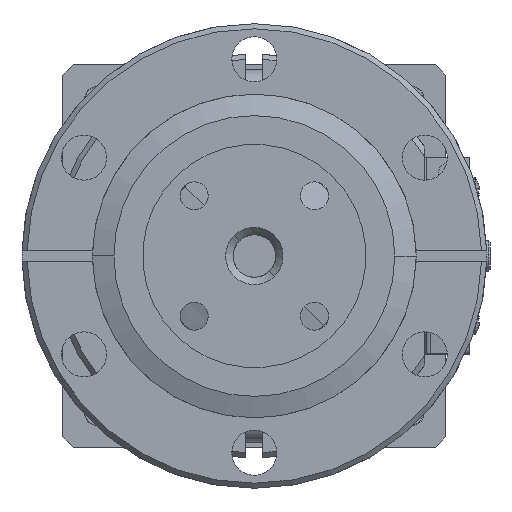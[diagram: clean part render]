
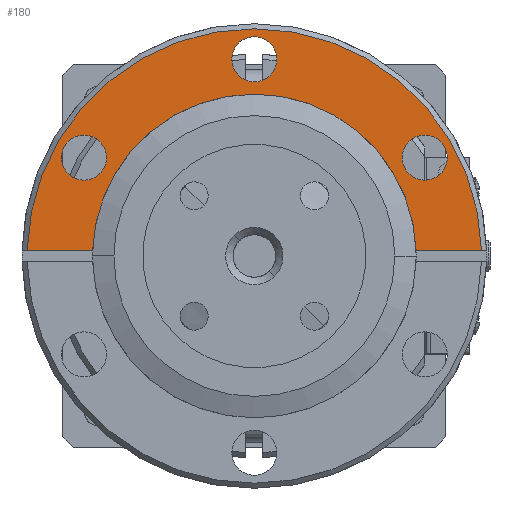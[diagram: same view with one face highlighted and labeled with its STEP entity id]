
A CAD part, left-side view. The second image highlights one B-rep face of the part: STEP entity #180.
In plain terms, the highlighted planar face has unit normal (-1, 0, 0).
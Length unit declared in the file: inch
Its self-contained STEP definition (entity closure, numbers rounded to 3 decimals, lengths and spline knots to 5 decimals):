
#180 = ADVANCED_FACE ( 'NONE', ( #9327, #9335, #9337, #9339 ), #30574, .F. ) ;
#863 = CARTESIAN_POINT ( 'NONE',  ( 0.5, 1.38335, 0.03 ) ) ;
#864 = DIRECTION ( 'NONE',  ( 0., 1., 0. ) ) ;
#1273 = CARTESIAN_POINT ( 'NONE',  ( 0.5, 0., 1.156 ) ) ;
#1278 = DIRECTION ( 'NONE',  ( -1., 0., 0. ) ) ;
#1279 = DIRECTION ( 'NONE',  ( 0., 0., -1. ) ) ;
#1706 = CARTESIAN_POINT ( 'NONE',  ( 0.5, 0., 1.156 ) ) ;
#1718 = DIRECTION ( 'NONE',  ( -1., 0., 0. ) ) ;
#1719 = DIRECTION ( 'NONE',  ( 0., 0., -1. ) ) ;
#1881 = AXIS2_PLACEMENT_3D ( 'NONE', #28048, #28054, #28055 ) ;
#1887 = AXIS2_PLACEMENT_3D ( 'NONE', #14189, #14191, #14192 ) ;
#1984 = AXIS2_PLACEMENT_3D ( 'NONE', #14234, #14237, #14238 ) ;
#2360 = CARTESIAN_POINT ( 'NONE',  ( 0.5, 1.00113, 0.4455 ) ) ;
#4592 = EDGE_LOOP ( 'NONE', ( #29814, #26195 ) ) ;
#4797 = EDGE_LOOP ( 'NONE', ( #12938, #12923 ) ) ;
#8963 = AXIS2_PLACEMENT_3D ( 'NONE', #28095, #28100, #28101 ) ;
#9327 = FACE_BOUND ( 'NONE', #4797, .T. ) ;
#9335 = FACE_BOUND ( 'NONE', #4592, .T. ) ;
#9337 = FACE_OUTER_BOUND ( 'NONE', #10040, .T. ) ;
#9339 = FACE_BOUND ( 'NONE', #29847, .T. ) ;
#10040 = EDGE_LOOP ( 'NONE', ( #29822, #29813, #12936, #26385 ) ) ;
#11626 = AXIS2_PLACEMENT_3D ( 'NONE', #30511, #30962, #30960 ) ;
#11873 = CIRCLE ( 'NONE', #20186, 0.1325 ) ;
#12909 = ORIENTED_EDGE ( 'NONE', *, *, #17433, .F. ) ;
#12923 = ORIENTED_EDGE ( 'NONE', *, *, #17726, .F. ) ;
#12936 = ORIENTED_EDGE ( 'NONE', *, *, #17582, .F. ) ;
#12938 = ORIENTED_EDGE ( 'NONE', *, *, #17416, .F. ) ;
#12976 = ORIENTED_EDGE ( 'NONE', *, *, #19042, .F. ) ;
#14189 = CARTESIAN_POINT ( 'NONE',  ( 0.5, -1.00113, 0.578 ) ) ;
#14191 = DIRECTION ( 'NONE',  ( -1., 0., 0. ) ) ;
#14192 = DIRECTION ( 'NONE',  ( 0., 0., -1. ) ) ;
#14234 = CARTESIAN_POINT ( 'NONE',  ( 0.5, 1.00113, 0.578 ) ) ;
#14237 = DIRECTION ( 'NONE',  ( -1., 0., 0. ) ) ;
#14238 = DIRECTION ( 'NONE',  ( 0., 0., -1. ) ) ;
#17416 = EDGE_CURVE ( 'NONE', #25720, #25598, #22284, .T. ) ;
#17433 = EDGE_CURVE ( 'NONE', #25961, #25075, #22306, .T. ) ;
#17564 = EDGE_CURVE ( 'NONE', #25647, #25873, #22481, .T. ) ;
#17582 = EDGE_CURVE ( 'NONE', #26024, #25444, #22506, .T. ) ;
#17726 = EDGE_CURVE ( 'NONE', #25598, #25720, #22695, .T. ) ;
#17744 = EDGE_CURVE ( 'NONE', #25647, #26024, #22718, .T. ) ;
#19042 = EDGE_CURVE ( 'NONE', #25075, #25961, #22928, .T. ) ;
#19085 = EDGE_CURVE ( 'NONE', #25444, #25873, #22967, .T. ) ;
#19158 = EDGE_CURVE ( 'NONE', #25668, #25842, #23023, .T. ) ;
#19274 = EDGE_CURVE ( 'NONE', #25842, #25668, #11873, .T. ) ;
#19954 = AXIS2_PLACEMENT_3D ( 'NONE', #28633, #28677, #28678 ) ;
#20083 = AXIS2_PLACEMENT_3D ( 'NONE', #29230, #29243, #29244 ) ;
#20149 = AXIS2_PLACEMENT_3D ( 'NONE', #1273, #1278, #1279 ) ;
#20186 = AXIS2_PLACEMENT_3D ( 'NONE', #1706, #1718, #1719 ) ;
#22284 = CIRCLE ( 'NONE', #1887, 0.1325 ) ;
#22306 = CIRCLE ( 'NONE', #1984, 0.1325 ) ;
#22481 = CIRCLE ( 'NONE', #1881, 1.335 ) ;
#22506 = CIRCLE ( 'NONE', #8963, 0.951 ) ;
#22695 = CIRCLE ( 'NONE', #19954, 0.1325 ) ;
#22718 = LINE ( 'NONE', #28720, #22719 ) ;
#22719 = VECTOR ( 'NONE', #28721, 39.37008 ) ;
#22928 = CIRCLE ( 'NONE', #20083, 0.1325 ) ;
#22967 = LINE ( 'NONE', #863, #22968 ) ;
#22968 = VECTOR ( 'NONE', #864, 39.37008 ) ;
#23023 = CIRCLE ( 'NONE', #20149, 0.1325 ) ;
#25075 = VERTEX_POINT ( 'NONE', #2360 ) ;
#25444 = VERTEX_POINT ( 'NONE', #31529 ) ;
#25598 = VERTEX_POINT ( 'NONE', #31682 ) ;
#25647 = VERTEX_POINT ( 'NONE', #31730 ) ;
#25668 = VERTEX_POINT ( 'NONE', #31751 ) ;
#25720 = VERTEX_POINT ( 'NONE', #31802 ) ;
#25842 = VERTEX_POINT ( 'NONE', #31920 ) ;
#25873 = VERTEX_POINT ( 'NONE', #31949 ) ;
#25961 = VERTEX_POINT ( 'NONE', #32029 ) ;
#26024 = VERTEX_POINT ( 'NONE', #32077 ) ;
#26195 = ORIENTED_EDGE ( 'NONE', *, *, #19274, .F. ) ;
#26385 = ORIENTED_EDGE ( 'NONE', *, *, #17744, .F. ) ;
#28048 = CARTESIAN_POINT ( 'NONE',  ( 0.5, 0., 0. ) ) ;
#28054 = DIRECTION ( 'NONE',  ( -1., 0., 0. ) ) ;
#28055 = DIRECTION ( 'NONE',  ( 0., -1., 0. ) ) ;
#28095 = CARTESIAN_POINT ( 'NONE',  ( 0.5, 0., 0. ) ) ;
#28100 = DIRECTION ( 'NONE',  ( -1., 0., 0. ) ) ;
#28101 = DIRECTION ( 'NONE',  ( 0., 1., 0. ) ) ;
#28633 = CARTESIAN_POINT ( 'NONE',  ( 0.5, -1.00113, 0.578 ) ) ;
#28677 = DIRECTION ( 'NONE',  ( -1., 0., 0. ) ) ;
#28678 = DIRECTION ( 'NONE',  ( 0., 0., -1. ) ) ;
#28720 = CARTESIAN_POINT ( 'NONE',  ( 0.5, -1.38335, 0.03 ) ) ;
#28721 = DIRECTION ( 'NONE',  ( 0., 1., 0. ) ) ;
#29230 = CARTESIAN_POINT ( 'NONE',  ( 0.5, 1.00113, 0.578 ) ) ;
#29243 = DIRECTION ( 'NONE',  ( -1., 0., 0. ) ) ;
#29244 = DIRECTION ( 'NONE',  ( 0., 0., -1. ) ) ;
#29813 = ORIENTED_EDGE ( 'NONE', *, *, #19085, .F. ) ;
#29814 = ORIENTED_EDGE ( 'NONE', *, *, #19158, .F. ) ;
#29822 = ORIENTED_EDGE ( 'NONE', *, *, #17564, .T. ) ;
#29847 = EDGE_LOOP ( 'NONE', ( #12976, #12909 ) ) ;
#30511 = CARTESIAN_POINT ( 'NONE',  ( 0.5, -1.365, 0. ) ) ;
#30574 = PLANE ( 'NONE',  #11626 ) ;
#30960 = DIRECTION ( 'NONE',  ( 0., -1., 0. ) ) ;
#30962 = DIRECTION ( 'NONE',  ( 1., 0., 0. ) ) ;
#31529 = CARTESIAN_POINT ( 'NONE',  ( 0.5, 0.95053, 0.03 ) ) ;
#31682 = CARTESIAN_POINT ( 'NONE',  ( 0.5, -1.00113, 0.7105 ) ) ;
#31730 = CARTESIAN_POINT ( 'NONE',  ( 0.5, -1.33466, 0.03 ) ) ;
#31751 = CARTESIAN_POINT ( 'NONE',  ( 0.5, 0., 1.0235 ) ) ;
#31802 = CARTESIAN_POINT ( 'NONE',  ( 0.5, -1.00113, 0.4455 ) ) ;
#31920 = CARTESIAN_POINT ( 'NONE',  ( 0.5, 0., 1.2885 ) ) ;
#31949 = CARTESIAN_POINT ( 'NONE',  ( 0.5, 1.33466, 0.03 ) ) ;
#32029 = CARTESIAN_POINT ( 'NONE',  ( 0.5, 1.00113, 0.7105 ) ) ;
#32077 = CARTESIAN_POINT ( 'NONE',  ( 0.5, -0.95053, 0.03 ) ) ;
